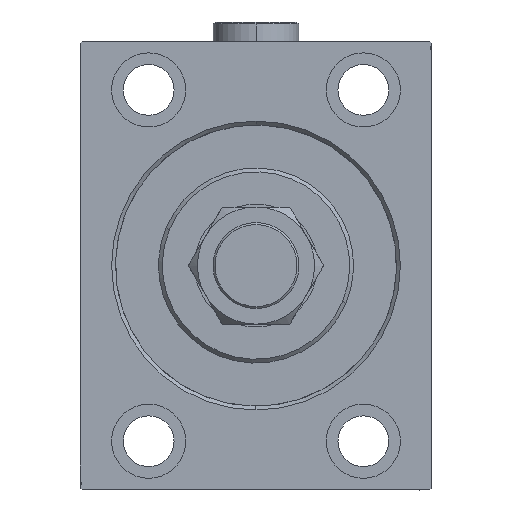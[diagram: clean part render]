
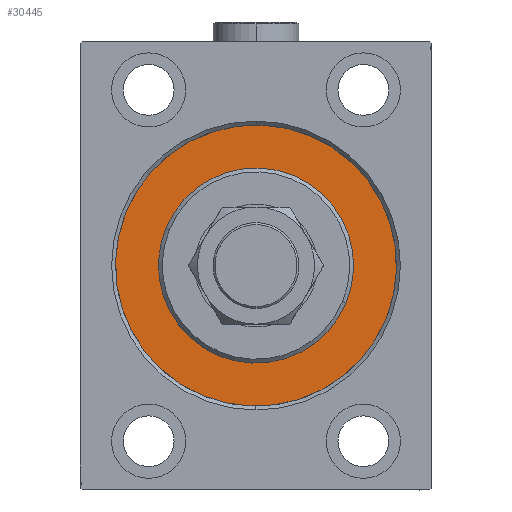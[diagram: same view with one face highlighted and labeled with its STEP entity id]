
A CAD part, left-side view. The second image highlights one B-rep face of the part: STEP entity #30445.
In plain terms, the highlighted face is planar.
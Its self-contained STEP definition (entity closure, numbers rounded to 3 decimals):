
#1212 = DIRECTION ( 'NONE',  ( 1., 0., 0. ) ) ;
#2781 = DIRECTION ( 'NONE',  ( 1., 0., 0. ) ) ;
#2894 = FACE_OUTER_BOUND ( 'NONE', #3010, .T. ) ;
#3008 = CARTESIAN_POINT ( 'NONE',  ( 0., 0., 0. ) ) ;
#3010 = EDGE_LOOP ( 'NONE', ( #34318, #37198 ) ) ;
#3245 = CARTESIAN_POINT ( 'NONE',  ( 0., 0., 36. ) ) ;
#5616 = VERTEX_POINT ( 'NONE', #3245 ) ;
#5690 = EDGE_CURVE ( 'NONE', #43498, #47050, #12359, .T. ) ;
#10404 = DIRECTION ( 'NONE',  ( 0., 0., -1. ) ) ;
#11767 = AXIS2_PLACEMENT_3D ( 'NONE', #37316, #1212, #41133 ) ;
#12359 = CIRCLE ( 'NONE', #35889, 25. ) ;
#12582 = VERTEX_POINT ( 'NONE', #18641 ) ;
#13373 = DIRECTION ( 'NONE',  ( 0., 0., 1. ) ) ;
#14032 = EDGE_CURVE ( 'NONE', #5616, #12582, #26913, .T. ) ;
#17977 = CARTESIAN_POINT ( 'NONE',  ( 0., 0., 25. ) ) ;
#18641 = CARTESIAN_POINT ( 'NONE',  ( 0., 0., -36. ) ) ;
#23832 = PLANE ( 'NONE',  #31253 ) ;
#24165 = DIRECTION ( 'NONE',  ( 0., 0., 1. ) ) ;
#25539 = EDGE_CURVE ( 'NONE', #12582, #5616, #27147, .T. ) ;
#26913 = CIRCLE ( 'NONE', #32969, 36. ) ;
#27147 = CIRCLE ( 'NONE', #32468, 36. ) ;
#29994 = CIRCLE ( 'NONE', #11767, 25. ) ;
#30445 = ADVANCED_FACE ( 'NONE', ( #30971, #2894 ), #23832, .F. ) ;
#30971 = FACE_BOUND ( 'NONE', #33569, .T. ) ;
#31253 = AXIS2_PLACEMENT_3D ( 'NONE', #42597, #38766, #13373 ) ;
#32223 = CARTESIAN_POINT ( 'NONE',  ( 0., 0., 0. ) ) ;
#32468 = AXIS2_PLACEMENT_3D ( 'NONE', #32223, #39334, #46704 ) ;
#32969 = AXIS2_PLACEMENT_3D ( 'NONE', #46231, #35543, #24165 ) ;
#33569 = EDGE_LOOP ( 'NONE', ( #41936, #39212 ) ) ;
#34318 = ORIENTED_EDGE ( 'NONE', *, *, #25539, .F. ) ;
#35543 = DIRECTION ( 'NONE',  ( -1., 0., 0. ) ) ;
#35889 = AXIS2_PLACEMENT_3D ( 'NONE', #3008, #2781, #10404 ) ;
#37198 = ORIENTED_EDGE ( 'NONE', *, *, #14032, .F. ) ;
#37316 = CARTESIAN_POINT ( 'NONE',  ( 0., 0., 0. ) ) ;
#38766 = DIRECTION ( 'NONE',  ( -1., 0., 0. ) ) ;
#39212 = ORIENTED_EDGE ( 'NONE', *, *, #44300, .F. ) ;
#39334 = DIRECTION ( 'NONE',  ( -1., 0., 0. ) ) ;
#41133 = DIRECTION ( 'NONE',  ( 0., 0., -1. ) ) ;
#41936 = ORIENTED_EDGE ( 'NONE', *, *, #5690, .F. ) ;
#42597 = CARTESIAN_POINT ( 'NONE',  ( 0., 0., 0. ) ) ;
#43498 = VERTEX_POINT ( 'NONE', #17977 ) ;
#44300 = EDGE_CURVE ( 'NONE', #47050, #43498, #29994, .T. ) ;
#44868 = CARTESIAN_POINT ( 'NONE',  ( 0., 0., -25. ) ) ;
#46231 = CARTESIAN_POINT ( 'NONE',  ( 0., 0., 0. ) ) ;
#46704 = DIRECTION ( 'NONE',  ( 0., 0., 1. ) ) ;
#47050 = VERTEX_POINT ( 'NONE', #44868 ) ;
